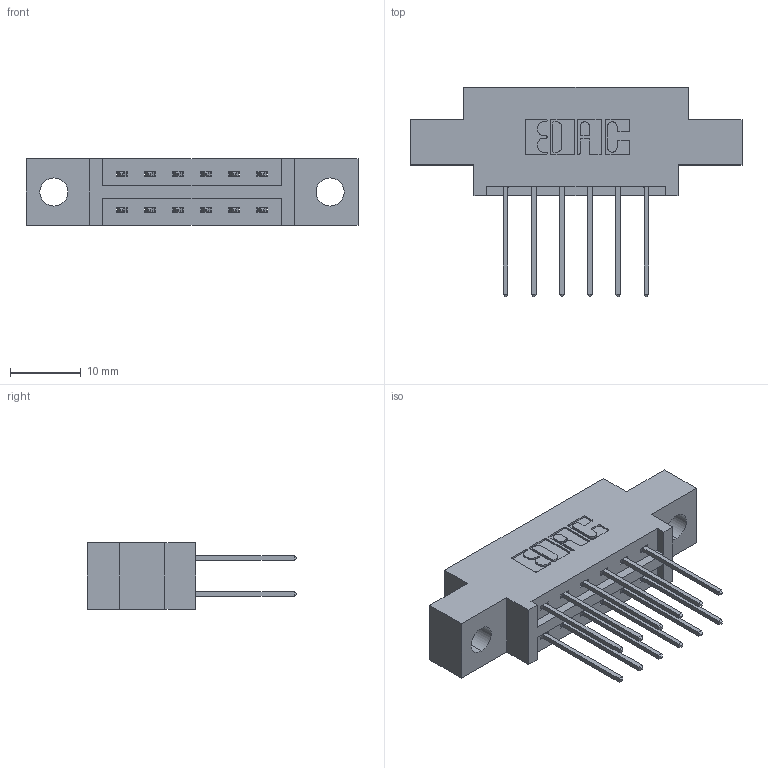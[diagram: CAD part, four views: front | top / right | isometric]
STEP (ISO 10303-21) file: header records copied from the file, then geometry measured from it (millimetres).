
FILE_DESCRIPTION (( 'STEP AP203' ), '1' );
FILE_NAME ('387-012-540-804.STEP', '2018-09-10T10:44:43', ( '' ), ( '' ), 'SwSTEP 2.0', 'SolidWorks 2016', '' );
FILE_SCHEMA (( 'CONFIG_CONTROL_DESIGN' ));
Length unit declared in the file: inch
Products named in the file (3): 345-292-001_345-293-140; 387-012-540-804; 337 Part_0.170 Offset - 0.156 Dia-TH
Assembly tree (13 placements, depth 2):
  387-012-540-804
    337 Part_0.170 Offset - 0.156 Dia-TH
    345-292-001_345-293-140  x12
Bounding box: 46.79 x 29.47 x 9.4 mm (x, y, z)
Volume: 4291.7 mm3; surface area: 4632.2 mm2
Topology: 13 solids, 13 shells, 766 faces, 2255 edges, 1486 vertices
Faces by surface type: plane 530, cylinder 236
Entity records: 9461 total; most frequent: CARTESIAN_POINT 1626, ORIENTED_EDGE 1562, DIRECTION 1449, EDGE_CURVE 781, VECTOR 653, LINE 653, VERTEX_POINT 518, AXIS2_PLACEMENT_3D 398
